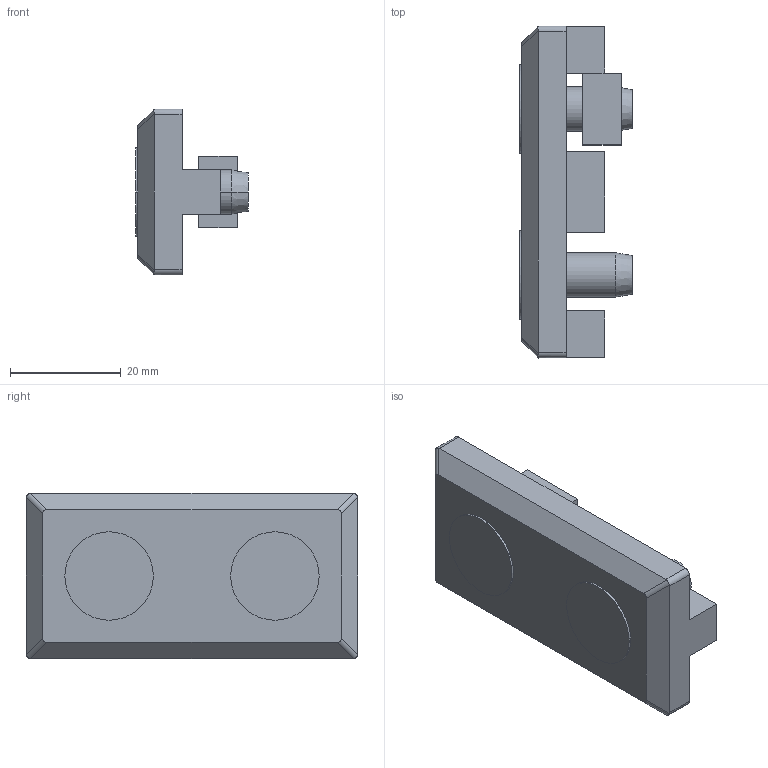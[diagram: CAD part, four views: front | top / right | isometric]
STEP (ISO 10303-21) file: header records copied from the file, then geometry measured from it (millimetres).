
FILE_DESCRIPTION (( 'STEP AP214' ), '1' );
FILE_NAME ('6530205', '2019-02-04T09:32:04', ( '' ), ('JUGARD+KÜNSTNER GmbH'), 'SwSTEP 2.0', 'SolidWorks 2017', '' );
FILE_SCHEMA (( 'AUTOMOTIVE_DESIGN' ));
Length unit declared in the file: millimetre
Products named in the file (1): 6530205_CNAJF00
Bounding box: 20.4 x 60 x 30 mm (x, y, z)
Volume: 17502.3 mm3; surface area: 6906.3 mm2
Topology: 1 solids, 1 shells, 63 faces, 154 edges, 98 vertices
Faces by surface type: plane 33, cylinder 22, cone 8
Entity records: 2134 total; most frequent: CARTESIAN_POINT 364, ORIENTED_EDGE 308, DIRECTION 302, EDGE_CURVE 154, VECTOR 102, LINE 102, AXIS2_PLACEMENT_3D 100, VERTEX_POINT 98
